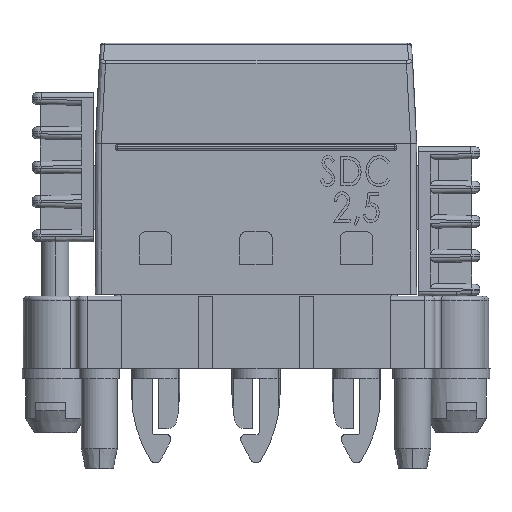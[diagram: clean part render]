
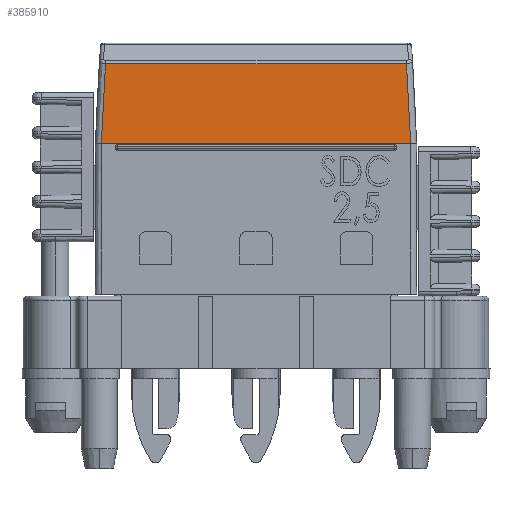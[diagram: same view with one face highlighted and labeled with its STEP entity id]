
A CAD part, front view. The second image highlights one B-rep face of the part: STEP entity #385910.
In plain terms, the highlighted face is planar.
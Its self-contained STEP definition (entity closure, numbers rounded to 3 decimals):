
#130640=CARTESIAN_POINT('',(20.786,9.236,
-65.12));
#130650=VERTEX_POINT('',#130640);
#131400=CARTESIAN_POINT('',(16.829,9.305,
-64.912));
#131410=VERTEX_POINT('',#131400);
#131440=CARTESIAN_POINT('',(20.786,9.236,
-65.12));
#131450=CARTESIAN_POINT('',(20.758,9.237,
-65.118));
#131460=CARTESIAN_POINT('',(20.731,9.237,
-65.117));
#131470=CARTESIAN_POINT('',(20.049,9.249,
-65.081));
#131480=CARTESIAN_POINT('',(19.396,9.26,
-65.047));
#131490=CARTESIAN_POINT('',(18.105,9.283,
-64.979));
#131500=CARTESIAN_POINT('',(17.467,9.294,
-64.946));
#131510=CARTESIAN_POINT('',(16.829,9.305,
-64.912));
#131520=B_SPLINE_CURVE_WITH_KNOTS('',3,(#131440,#131450,#131460,#131470,
#131480,#131490,#131500,#131510),.UNSPECIFIED.,.F.,.F.,(4,2,2,4),(0.,
0.084,2.047,3.964),.UNSPECIFIED.);
#131530=EDGE_CURVE('',#130650,#131410,#131520,.T.);
#263300=CARTESIAN_POINT('',(20.786,9.236,-55.));
#263310=DIRECTION('',(0.,0.,-1.));
#263320=VECTOR('',#263310,1.);
#263330=LINE('',#263300,#263320);
#263340=CARTESIAN_POINT('',(20.786,9.236,
-49.72));
#263350=VERTEX_POINT('',#263340);
#263360=EDGE_CURVE('',#263350,#130650,#263330,.T.);
#385210=CARTESIAN_POINT('',(16.829,9.305,
-49.928));
#385220=VERTEX_POINT('',#385210);
#385520=CARTESIAN_POINT('',(16.829,9.305,-65.));
#385530=DIRECTION('',(0.,0.,1.));
#385540=VECTOR('',#385530,1.);
#385550=LINE('',#385520,#385540);
#385560=EDGE_CURVE('',#131410,#385220,#385550,.T.);
#385700=CARTESIAN_POINT('',(20.79,9.236,
-75.42));
#385710=DIRECTION('',(-0.017,-1.,
0.));
#385720=DIRECTION('',(1.,-0.017,
0.));
#385730=AXIS2_PLACEMENT_3D('',#385700,#385710,#385720);
#385740=PLANE('',#385730);
#385750=CARTESIAN_POINT('',(20.786,9.236,
-49.72));
#385760=CARTESIAN_POINT('',(20.758,9.237,
-49.722));
#385770=CARTESIAN_POINT('',(20.731,9.237,
-49.723));
#385780=CARTESIAN_POINT('',(20.049,9.249,
-49.759));
#385790=CARTESIAN_POINT('',(19.396,9.26,
-49.793));
#385800=CARTESIAN_POINT('',(18.105,9.283,
-49.861));
#385810=CARTESIAN_POINT('',(17.467,9.294,
-49.894));
#385820=CARTESIAN_POINT('',(16.829,9.305,
-49.928));
#385830=B_SPLINE_CURVE_WITH_KNOTS('',3,(#385750,#385760,#385770,#385780,
#385790,#385800,#385810,#385820),.UNSPECIFIED.,.F.,.F.,(4,2,2,4),(0.,
0.084,2.047,3.964),.UNSPECIFIED.);
#385840=EDGE_CURVE('',#263350,#385220,#385830,.T.);
#385850=ORIENTED_EDGE('',*,*,#385840,.T.);
#385860=ORIENTED_EDGE('',*,*,#263360,.F.);
#385870=ORIENTED_EDGE('',*,*,#131530,.F.);
#385880=ORIENTED_EDGE('',*,*,#385560,.F.);
#385890=EDGE_LOOP('',(#385880,#385870,#385860,#385850));
#385900=FACE_OUTER_BOUND('',#385890,.T.);
#385910=ADVANCED_FACE('',(#385900),#385740,.T.);
